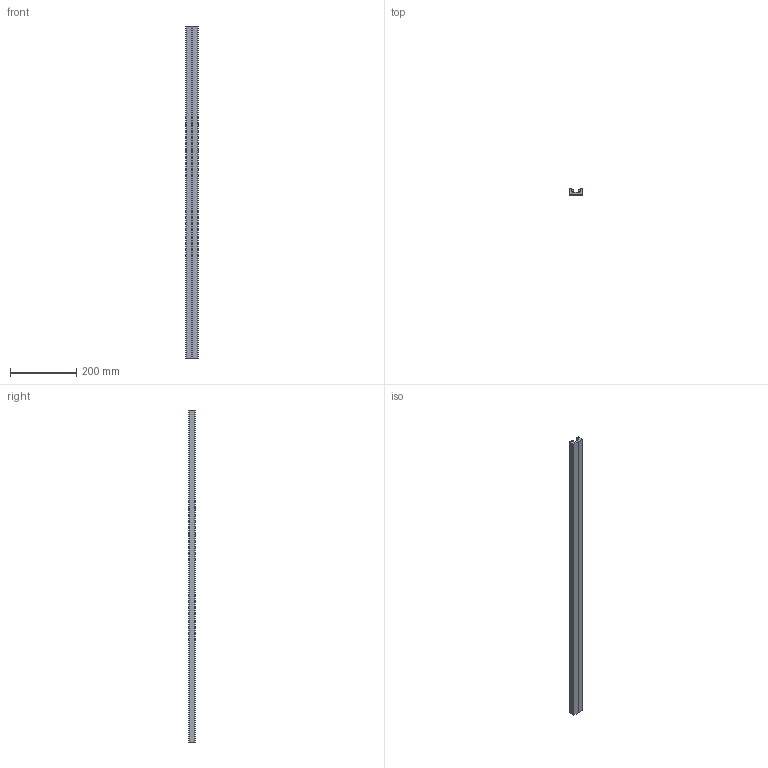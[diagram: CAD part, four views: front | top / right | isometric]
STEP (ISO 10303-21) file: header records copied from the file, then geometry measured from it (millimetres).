
FILE_DESCRIPTION (( 'STEP AP214' ), '1' );
FILE_NAME ('Ñáîðêà1.STEP', '2025-02-03T10:28:52', ( '' ), ( '' ), 'SwSTEP 2.0', 'SolidWorks 2024', '' );
FILE_SCHEMA (( 'AUTOMOTIVE_DESIGN' ));
Length unit declared in the file: millimetre
Products named in the file (2): Z66 Профильные рельсовые направляющие SGR15N_00; Сборка1
Assembly tree (1 placements, depth 2):
  Сборка1
    Z66 Профильные рельсовые направляющие SGR15N_00
Bounding box: 38 x 18.5 x 1000 mm (x, y, z)
Volume: 480909.1 mm3; surface area: 181434.4 mm2
Topology: 3 solids, 3 shells, 38 faces, 96 edges, 64 vertices
Faces by surface type: plane 21, cylinder 17
Entity records: 1227 total; most frequent: DIRECTION 214, CARTESIAN_POINT 202, ORIENTED_EDGE 192, EDGE_CURVE 96, AXIS2_PLACEMENT_3D 76, VERTEX_POINT 64, LINE 62, VECTOR 62
